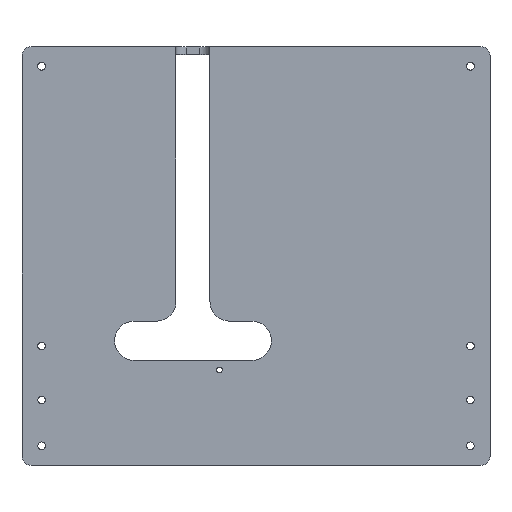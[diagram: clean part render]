
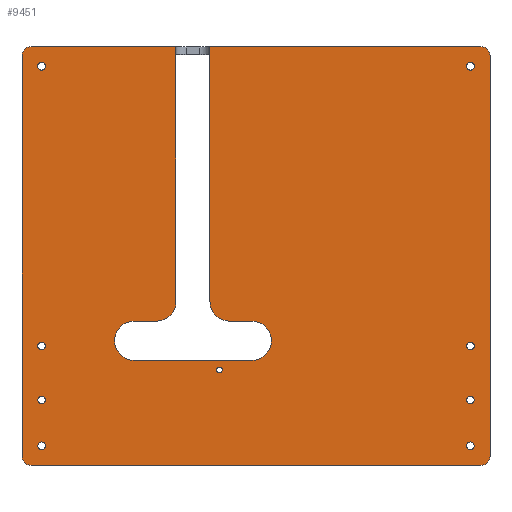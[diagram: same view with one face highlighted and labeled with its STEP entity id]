
A CAD part, top view. The second image highlights one B-rep face of the part: STEP entity #9451.
In plain terms, the highlighted planar face has unit normal (0, 0, 1).
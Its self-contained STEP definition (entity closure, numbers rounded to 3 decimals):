
#47=FACE_BOUND('',#1641,.T.);
#48=FACE_BOUND('',#1642,.T.);
#49=FACE_BOUND('',#1643,.T.);
#50=FACE_BOUND('',#1644,.T.);
#51=FACE_BOUND('',#1645,.T.);
#52=FACE_BOUND('',#1646,.T.);
#53=FACE_BOUND('',#1647,.T.);
#54=FACE_BOUND('',#1648,.T.);
#55=FACE_BOUND('',#1649,.T.);
#482=PLANE('',#10415);
#1066=FACE_OUTER_BOUND('',#1640,.T.);
#1640=EDGE_LOOP('',(#8709,#8710,#8711,#8712,#8713,#8714,#8715,#8716,#8717,
#8718,#8719,#8720,#8721,#8722,#8723,#8724,#8725,#8726));
#1641=EDGE_LOOP('',(#8727));
#1642=EDGE_LOOP('',(#8728));
#1643=EDGE_LOOP('',(#8729));
#1644=EDGE_LOOP('',(#8730));
#1645=EDGE_LOOP('',(#8731));
#1646=EDGE_LOOP('',(#8732));
#1647=EDGE_LOOP('',(#8733));
#1648=EDGE_LOOP('',(#8734));
#1649=EDGE_LOOP('',(#8735));
#1819=LINE('',#14300,#2734);
#1843=LINE('',#14741,#2758);
#1847=LINE('',#14751,#2762);
#1849=LINE('',#14754,#2764);
#1850=LINE('',#14757,#2765);
#2240=LINE('',#15806,#3155);
#2243=LINE('',#15814,#3158);
#2246=LINE('',#15822,#3161);
#2504=LINE('',#16506,#3419);
#2507=LINE('',#16514,#3422);
#2734=VECTOR('',#10841,10.);
#2758=VECTOR('',#11045,10.);
#2762=VECTOR('',#11055,10.);
#2764=VECTOR('',#11059,10.);
#2765=VECTOR('',#11062,10.);
#3155=VECTOR('',#12088,10.);
#3158=VECTOR('',#12097,10.);
#3161=VECTOR('',#12106,10.);
#3419=VECTOR('',#13024,10.);
#3422=VECTOR('',#13033,10.);
#3481=CIRCLE('',#9456,1.45);
#3483=CIRCLE('',#9459,1.45);
#3485=CIRCLE('',#9462,1.45);
#3487=CIRCLE('',#9465,1.45);
#3575=CIRCLE('',#9672,3.5);
#3724=CIRCLE('',#9992,7.5);
#3725=CIRCLE('',#9995,7.5);
#3726=CIRCLE('',#9998,7.5);
#3727=CIRCLE('',#10001,7.5);
#3818=CIRCLE('',#10328,3.5);
#3819=CIRCLE('',#10331,3.5);
#3820=CIRCLE('',#10334,3.5);
#3823=CIRCLE('',#10389,1.1);
#3825=CIRCLE('',#10393,1.475);
#3829=CIRCLE('',#10401,1.475);
#3831=CIRCLE('',#10405,1.475);
#3833=CIRCLE('',#10409,1.475);
#3835=VERTEX_POINT('',#13261);
#3837=VERTEX_POINT('',#13267);
#3839=VERTEX_POINT('',#13273);
#3841=VERTEX_POINT('',#13279);
#4052=VERTEX_POINT('',#14297);
#4053=VERTEX_POINT('',#14299);
#4163=VERTEX_POINT('',#14738);
#4164=VERTEX_POINT('',#14740);
#4165=VERTEX_POINT('',#14744);
#4166=VERTEX_POINT('',#14748);
#4167=VERTEX_POINT('',#14750);
#4168=VERTEX_POINT('',#14756);
#4508=VERTEX_POINT('',#15800);
#4509=VERTEX_POINT('',#15804);
#4510=VERTEX_POINT('',#15808);
#4511=VERTEX_POINT('',#15812);
#4512=VERTEX_POINT('',#15816);
#4513=VERTEX_POINT('',#15820);
#4608=VERTEX_POINT('',#16500);
#4609=VERTEX_POINT('',#16504);
#4610=VERTEX_POINT('',#16508);
#4611=VERTEX_POINT('',#16512);
#4617=VERTEX_POINT('',#16628);
#4619=VERTEX_POINT('',#16635);
#4621=VERTEX_POINT('',#16646);
#4623=VERTEX_POINT('',#16653);
#4625=VERTEX_POINT('',#16660);
#4628=EDGE_CURVE('',#3835,#3835,#3481,.T.);
#4631=EDGE_CURVE('',#3837,#3837,#3483,.T.);
#4634=EDGE_CURVE('',#3839,#3839,#3485,.T.);
#4637=EDGE_CURVE('',#3841,#3841,#3487,.T.);
#4892=EDGE_CURVE('',#4053,#4052,#1819,.T.);
#5015=EDGE_CURVE('',#4164,#4163,#1843,.T.);
#5018=EDGE_CURVE('',#4163,#4165,#3575,.T.);
#5020=EDGE_CURVE('',#4167,#4166,#1847,.T.);
#5022=EDGE_CURVE('',#4165,#4053,#1849,.T.);
#5023=EDGE_CURVE('',#4168,#4167,#1850,.T.);
#5560=EDGE_CURVE('',#4508,#4168,#3724,.T.);
#5562=EDGE_CURVE('',#4509,#4508,#2240,.T.);
#5564=EDGE_CURVE('',#4510,#4509,#3725,.T.);
#5566=EDGE_CURVE('',#4511,#4510,#2243,.T.);
#5568=EDGE_CURVE('',#4512,#4511,#3726,.T.);
#5570=EDGE_CURVE('',#4513,#4512,#2246,.T.);
#5571=EDGE_CURVE('',#4052,#4513,#3727,.T.);
#5918=EDGE_CURVE('',#4166,#4608,#3818,.T.);
#5920=EDGE_CURVE('',#4608,#4609,#2504,.T.);
#5922=EDGE_CURVE('',#4609,#4610,#3819,.T.);
#5924=EDGE_CURVE('',#4610,#4611,#2507,.T.);
#5925=EDGE_CURVE('',#4611,#4164,#3820,.T.);
#5981=EDGE_CURVE('',#4617,#4617,#3823,.T.);
#5984=EDGE_CURVE('',#4619,#4619,#3825,.T.);
#5989=EDGE_CURVE('',#4621,#4621,#3829,.T.);
#5992=EDGE_CURVE('',#4623,#4623,#3831,.T.);
#5995=EDGE_CURVE('',#4625,#4625,#3833,.T.);
#8709=ORIENTED_EDGE('',*,*,#5571,.T.);
#8710=ORIENTED_EDGE('',*,*,#5570,.T.);
#8711=ORIENTED_EDGE('',*,*,#5568,.T.);
#8712=ORIENTED_EDGE('',*,*,#5566,.T.);
#8713=ORIENTED_EDGE('',*,*,#5564,.T.);
#8714=ORIENTED_EDGE('',*,*,#5562,.T.);
#8715=ORIENTED_EDGE('',*,*,#5560,.T.);
#8716=ORIENTED_EDGE('',*,*,#5023,.T.);
#8717=ORIENTED_EDGE('',*,*,#5020,.T.);
#8718=ORIENTED_EDGE('',*,*,#5918,.T.);
#8719=ORIENTED_EDGE('',*,*,#5920,.T.);
#8720=ORIENTED_EDGE('',*,*,#5922,.T.);
#8721=ORIENTED_EDGE('',*,*,#5924,.T.);
#8722=ORIENTED_EDGE('',*,*,#5925,.T.);
#8723=ORIENTED_EDGE('',*,*,#5015,.T.);
#8724=ORIENTED_EDGE('',*,*,#5018,.T.);
#8725=ORIENTED_EDGE('',*,*,#5022,.T.);
#8726=ORIENTED_EDGE('',*,*,#4892,.T.);
#8727=ORIENTED_EDGE('',*,*,#4628,.T.);
#8728=ORIENTED_EDGE('',*,*,#4631,.T.);
#8729=ORIENTED_EDGE('',*,*,#4634,.T.);
#8730=ORIENTED_EDGE('',*,*,#4637,.T.);
#8731=ORIENTED_EDGE('',*,*,#5989,.F.);
#8732=ORIENTED_EDGE('',*,*,#5984,.F.);
#8733=ORIENTED_EDGE('',*,*,#5981,.T.);
#8734=ORIENTED_EDGE('',*,*,#5992,.F.);
#8735=ORIENTED_EDGE('',*,*,#5995,.F.);
#9451=ADVANCED_FACE('',(#1066,#47,#48,#49,#50,#51,#52,#53,#54,#55),#482,
 .F.);
#9456=AXIS2_PLACEMENT_3D('',#13263,#10423,#10424);
#9459=AXIS2_PLACEMENT_3D('',#13269,#10430,#10431);
#9462=AXIS2_PLACEMENT_3D('',#13275,#10437,#10438);
#9465=AXIS2_PLACEMENT_3D('',#13281,#10444,#10445);
#9672=AXIS2_PLACEMENT_3D('',#14746,#11050,#11051);
#9992=AXIS2_PLACEMENT_3D('',#15802,#12083,#12084);
#9995=AXIS2_PLACEMENT_3D('',#15810,#12092,#12093);
#9998=AXIS2_PLACEMENT_3D('',#15818,#12101,#12102);
#10001=AXIS2_PLACEMENT_3D('',#15824,#12109,#12110);
#10328=AXIS2_PLACEMENT_3D('',#16502,#13019,#13020);
#10331=AXIS2_PLACEMENT_3D('',#16510,#13028,#13029);
#10334=AXIS2_PLACEMENT_3D('',#16516,#13036,#13037);
#10389=AXIS2_PLACEMENT_3D('',#16630,#13199,#13200);
#10393=AXIS2_PLACEMENT_3D('',#16637,#13208,#13209);
#10401=AXIS2_PLACEMENT_3D('',#16648,#13225,#13226);
#10405=AXIS2_PLACEMENT_3D('',#16655,#13234,#13235);
#10409=AXIS2_PLACEMENT_3D('',#16662,#13243,#13244);
#10415=AXIS2_PLACEMENT_3D('',#16668,#13255,#13256);
#10423=DIRECTION('center_axis',(0.,0.,-1.));
#10424=DIRECTION('ref_axis',(1.,0.,0.));
#10430=DIRECTION('center_axis',(0.,0.,-1.));
#10431=DIRECTION('ref_axis',(1.,0.,0.));
#10437=DIRECTION('center_axis',(0.,0.,-1.));
#10438=DIRECTION('ref_axis',(1.,0.,0.));
#10444=DIRECTION('center_axis',(0.,0.,-1.));
#10445=DIRECTION('ref_axis',(1.,0.,0.));
#10841=DIRECTION('',(0.,-1.,0.));
#11045=DIRECTION('',(0.,1.,0.));
#11050=DIRECTION('center_axis',(0.,0.,1.));
#11051=DIRECTION('ref_axis',(0.707,0.707,0.));
#11055=DIRECTION('',(-1.,0.,0.));
#11059=DIRECTION('',(-1.,0.,0.));
#11062=DIRECTION('',(0.,1.,0.));
#12083=DIRECTION('center_axis',(0.,0.,1.));
#12084=DIRECTION('ref_axis',(0.707,-0.707,0.));
#12088=DIRECTION('',(1.,0.,0.));
#12092=DIRECTION('center_axis',(0.,0.,-1.));
#12093=DIRECTION('ref_axis',(-0.707,-0.707,0.));
#12097=DIRECTION('',(-1.,0.,0.));
#12101=DIRECTION('center_axis',(0.,0.,-1.));
#12102=DIRECTION('ref_axis',(0.707,0.707,0.));
#12106=DIRECTION('',(1.,0.,0.));
#12109=DIRECTION('center_axis',(0.,0.,1.));
#12110=DIRECTION('ref_axis',(-0.707,-0.707,0.));
#13019=DIRECTION('center_axis',(0.,0.,1.));
#13020=DIRECTION('ref_axis',(-0.707,0.707,0.));
#13024=DIRECTION('',(0.,-1.,0.));
#13028=DIRECTION('center_axis',(0.,0.,1.));
#13029=DIRECTION('ref_axis',(-0.707,-0.707,0.));
#13033=DIRECTION('',(1.,0.,0.));
#13036=DIRECTION('center_axis',(0.,0.,1.));
#13037=DIRECTION('ref_axis',(0.707,-0.707,0.));
#13199=DIRECTION('center_axis',(0.,0.,-1.));
#13200=DIRECTION('ref_axis',(1.,0.,0.));
#13208=DIRECTION('center_axis',(0.,0.,1.));
#13209=DIRECTION('ref_axis',(-1.,0.,0.));
#13225=DIRECTION('center_axis',(0.,0.,1.));
#13226=DIRECTION('ref_axis',(-1.,0.,0.));
#13234=DIRECTION('center_axis',(0.,0.,1.));
#13235=DIRECTION('ref_axis',(-1.,0.,0.));
#13243=DIRECTION('center_axis',(0.,0.,1.));
#13244=DIRECTION('ref_axis',(-1.,0.,0.));
#13255=DIRECTION('center_axis',(0.,0.,-1.));
#13256=DIRECTION('ref_axis',(1.,0.,0.));
#13261=CARTESIAN_POINT('',(-122.036,-6.615,7.95));
#13263=CARTESIAN_POINT('Origin',(-120.586,-6.615,7.95));
#13267=CARTESIAN_POINT('',(41.964,-6.615,7.95));
#13269=CARTESIAN_POINT('Origin',(43.414,-6.615,7.95));
#13273=CARTESIAN_POINT('',(-122.036,10.885,7.95));
#13275=CARTESIAN_POINT('Origin',(-120.586,10.885,7.95));
#13279=CARTESIAN_POINT('',(41.964,10.885,7.95));
#13281=CARTESIAN_POINT('Origin',(43.414,10.885,7.95));
#14297=CARTESIAN_POINT('',(-56.187,48.553,7.95));
#14299=CARTESIAN_POINT('',(-56.187,146.053,7.95));
#14300=CARTESIAN_POINT('',(-56.187,106.011,7.95));
#14738=CARTESIAN_POINT('',(50.914,142.553,7.95));
#14740=CARTESIAN_POINT('',(50.914,-10.615,7.95));
#14741=CARTESIAN_POINT('',(50.914,106.011,7.95));
#14744=CARTESIAN_POINT('',(47.414,146.053,7.95));
#14746=CARTESIAN_POINT('Origin',(47.414,142.553,7.95));
#14748=CARTESIAN_POINT('',(-124.586,146.053,7.95));
#14750=CARTESIAN_POINT('',(-69.187,146.053,7.95));
#14751=CARTESIAN_POINT('',(-83.336,146.053,7.95));
#14754=CARTESIAN_POINT('',(-83.336,146.053,7.95));
#14756=CARTESIAN_POINT('',(-69.187,48.553,7.95));
#14757=CARTESIAN_POINT('',(-69.187,106.011,7.95));
#15800=CARTESIAN_POINT('',(-76.687,41.053,7.95));
#15802=CARTESIAN_POINT('Origin',(-76.687,48.553,7.95));
#15804=CARTESIAN_POINT('',(-85.187,41.053,7.95));
#15806=CARTESIAN_POINT('',(-53.887,41.053,7.95));
#15808=CARTESIAN_POINT('',(-85.187,26.053,7.95));
#15810=CARTESIAN_POINT('Origin',(-85.187,33.553,7.95));
#15812=CARTESIAN_POINT('',(-40.187,26.053,7.95));
#15814=CARTESIAN_POINT('',(-38.586,26.053,7.95));
#15816=CARTESIAN_POINT('',(-40.187,41.053,7.95));
#15818=CARTESIAN_POINT('Origin',(-40.187,33.553,7.95));
#15820=CARTESIAN_POINT('',(-48.687,41.053,7.95));
#15822=CARTESIAN_POINT('',(-35.637,41.053,7.95));
#15824=CARTESIAN_POINT('Origin',(-48.687,48.553,7.95));
#16500=CARTESIAN_POINT('',(-128.086,142.553,7.95));
#16502=CARTESIAN_POINT('Origin',(-124.586,142.553,7.95));
#16504=CARTESIAN_POINT('',(-128.086,-10.615,7.95));
#16506=CARTESIAN_POINT('',(-128.086,25.927,7.95));
#16508=CARTESIAN_POINT('',(-124.586,-14.115,7.95));
#16510=CARTESIAN_POINT('Origin',(-124.586,-10.615,7.95));
#16512=CARTESIAN_POINT('',(47.414,-14.115,7.95));
#16514=CARTESIAN_POINT('',(6.164,-14.115,7.95));
#16516=CARTESIAN_POINT('Origin',(47.414,-10.615,7.95));
#16628=CARTESIAN_POINT('',(-53.686,22.385,7.95));
#16630=CARTESIAN_POINT('Origin',(-52.586,22.385,7.95));
#16635=CARTESIAN_POINT('',(-119.111,138.553,7.95));
#16637=CARTESIAN_POINT('Origin',(-120.586,138.553,7.95));
#16646=CARTESIAN_POINT('',(-119.111,31.553,7.95));
#16648=CARTESIAN_POINT('Origin',(-120.586,31.553,7.95));
#16653=CARTESIAN_POINT('',(44.889,138.553,7.95));
#16655=CARTESIAN_POINT('Origin',(43.414,138.553,7.95));
#16660=CARTESIAN_POINT('',(44.889,31.553,7.95));
#16662=CARTESIAN_POINT('Origin',(43.414,31.553,7.95));
#16668=CARTESIAN_POINT('Origin',(-38.562,2.176,7.95));
